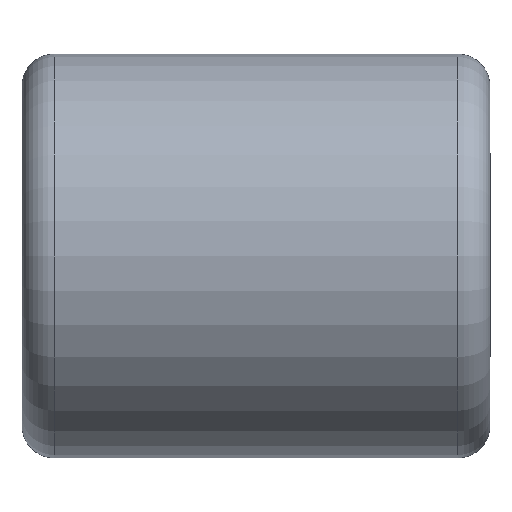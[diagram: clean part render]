
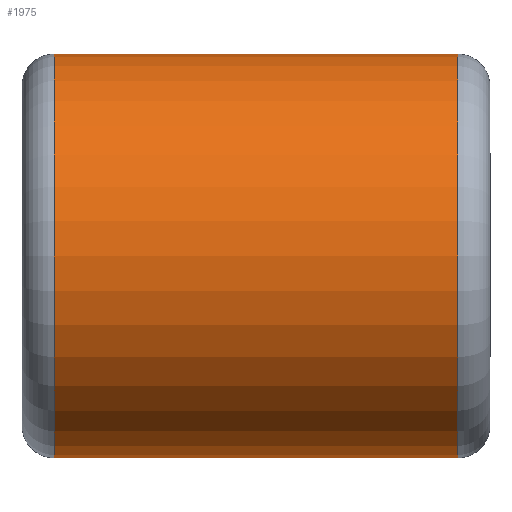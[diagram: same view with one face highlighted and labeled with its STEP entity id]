
A CAD part, front view. The second image highlights one B-rep face of the part: STEP entity #1975.
In plain terms, the highlighted cylindrical face has radius 41 mm (diameter 82 mm), a partial arc.
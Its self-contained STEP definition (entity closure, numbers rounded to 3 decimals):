
#46 = DIRECTION ( 'NONE',  ( -1., 0., 0. ) ) ;
#204 = EDGE_CURVE ( 'NONE', #1055, #2097, #715, .T. ) ;
#581 = AXIS2_PLACEMENT_3D ( 'NONE', #3721, #2600, #774 ) ;
#715 = CIRCLE ( 'NONE', #3211, 41. ) ;
#774 = DIRECTION ( 'NONE',  ( 0., 0., 1. ) ) ;
#812 = CIRCLE ( 'NONE', #3084, 41. ) ;
#921 = ORIENTED_EDGE ( 'NONE', *, *, #4176, .T. ) ;
#1011 = VECTOR ( 'NONE', #46, 1000. ) ;
#1013 = EDGE_CURVE ( 'NONE', #3713, #2135, #812, .T. ) ;
#1055 = VERTEX_POINT ( 'NONE', #3170 ) ;
#1372 = ORIENTED_EDGE ( 'NONE', *, *, #1013, .T. ) ;
#1390 = EDGE_LOOP ( 'NONE', ( #3261, #1372, #921, #1749 ) ) ;
#1651 = DIRECTION ( 'NONE',  ( -1., 0., 0. ) ) ;
#1667 = DIRECTION ( 'NONE',  ( 1., 0., 0. ) ) ;
#1749 = ORIENTED_EDGE ( 'NONE', *, *, #204, .T. ) ;
#1753 = CARTESIAN_POINT ( 'NONE',  ( 41., 0., 291.987 ) ) ;
#1956 = CARTESIAN_POINT ( 'NONE',  ( -41., 0., 291.987 ) ) ;
#1974 = CARTESIAN_POINT ( 'NONE',  ( -57.637, 0., 250.987 ) ) ;
#1975 = ADVANCED_FACE ( 'NONE', ( #3324 ), #2631, .T. ) ;
#2097 = VERTEX_POINT ( 'NONE', #3205 ) ;
#2135 = VERTEX_POINT ( 'NONE', #2902 ) ;
#2360 = EDGE_CURVE ( 'NONE', #3713, #2097, #3111, .T. ) ;
#2600 = DIRECTION ( 'NONE',  ( -1., 0., 0. ) ) ;
#2631 = CYLINDRICAL_SURFACE ( 'NONE', #581, 41. ) ;
#2648 = LINE ( 'NONE', #2938, #1011 ) ;
#2864 = DIRECTION ( 'NONE',  ( -1., 0., 0. ) ) ;
#2902 = CARTESIAN_POINT ( 'NONE',  ( 41., 0., 332.987 ) ) ;
#2938 = CARTESIAN_POINT ( 'NONE',  ( -57.637, 0., 332.987 ) ) ;
#3084 = AXIS2_PLACEMENT_3D ( 'NONE', #1753, #2864, #3943 ) ;
#3111 = LINE ( 'NONE', #1974, #3980 ) ;
#3170 = CARTESIAN_POINT ( 'NONE',  ( -41., 0., 332.987 ) ) ;
#3205 = CARTESIAN_POINT ( 'NONE',  ( -41., 0., 250.987 ) ) ;
#3211 = AXIS2_PLACEMENT_3D ( 'NONE', #1956, #1667, #4175 ) ;
#3261 = ORIENTED_EDGE ( 'NONE', *, *, #2360, .F. ) ;
#3324 = FACE_OUTER_BOUND ( 'NONE', #1390, .T. ) ;
#3713 = VERTEX_POINT ( 'NONE', #4475 ) ;
#3721 = CARTESIAN_POINT ( 'NONE',  ( -57.637, 0., 291.987 ) ) ;
#3943 = DIRECTION ( 'NONE',  ( 0., 0., 1. ) ) ;
#3980 = VECTOR ( 'NONE', #1651, 1000. ) ;
#4175 = DIRECTION ( 'NONE',  ( 0., 0., -1. ) ) ;
#4176 = EDGE_CURVE ( 'NONE', #2135, #1055, #2648, .T. ) ;
#4475 = CARTESIAN_POINT ( 'NONE',  ( 41., 0., 250.987 ) ) ;
